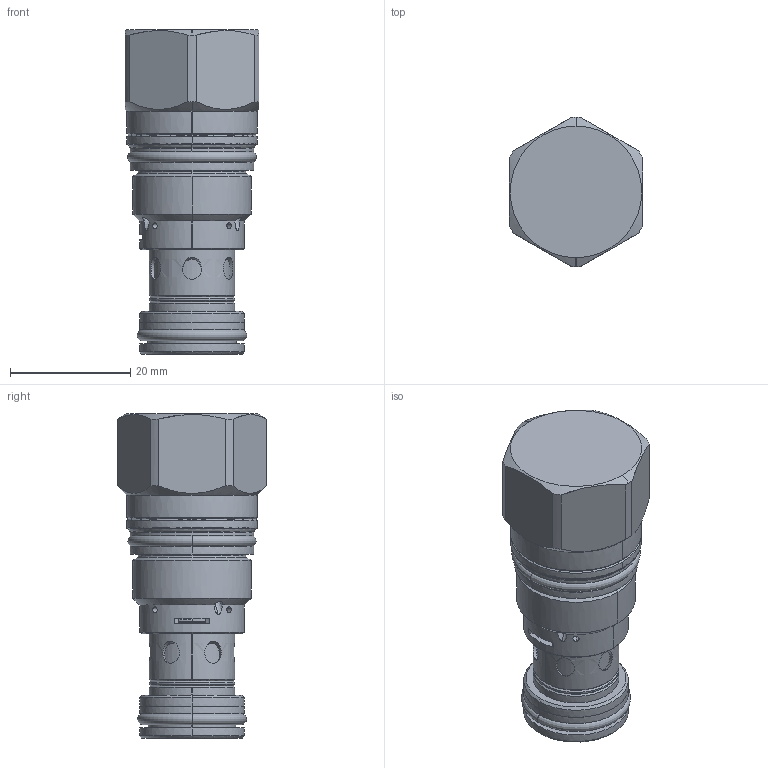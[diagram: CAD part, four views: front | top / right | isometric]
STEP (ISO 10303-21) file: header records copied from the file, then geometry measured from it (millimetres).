
FILE_DESCRIPTION((''),'2;1');
FILE_NAME('CXCDXAN_SW_PRT','2019-07-10T',('charlief'),(''),'PRO/ENGINEER BY PARAMETRIC TECHNOLOGY CORPORATION, 2016010','PRO/ENGINEER BY PARAMETRIC TECHNOLOGY CORPORATION, 2016010','');
FILE_SCHEMA(('CONFIG_CONTROL_DESIGN'));
Products named in the file (1): CXCDXAN_SW_PRT
Bounding box: 22.23 x 24.84 x 53.87 mm (x, y, z)
Surface area: 7059.6 mm2 (no closed solid volume)
Topology: 0 solids, 0 shells, 327 faces, 1782 edges, 1758 vertices
Faces by surface type: bspline 293, torus 34
Entity records: 47300 total; most frequent: CARTESIAN_POINT 32849, DIRECTION 2150, DEFINITIONAL_REPRESENTATION 1734, PCURVE 1734, COMPOSITE_CURVE_SEGMENT 1734, TRIMMED_CURVE 1711, VECTOR 1340, LINE 1340
